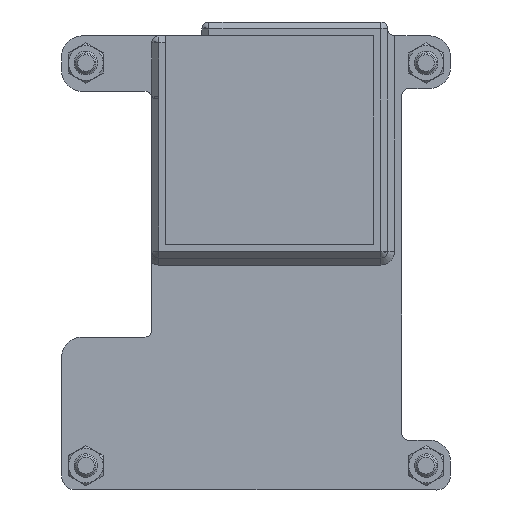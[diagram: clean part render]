
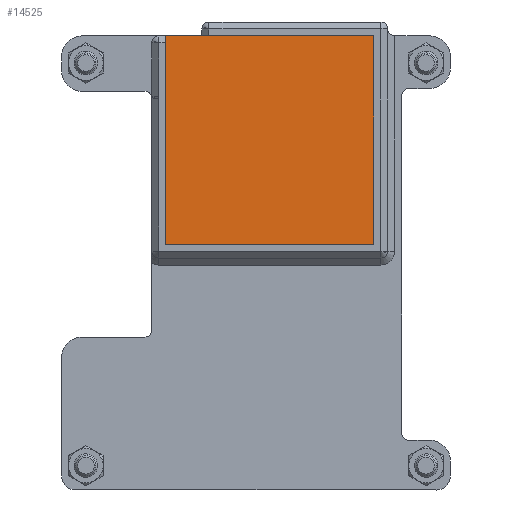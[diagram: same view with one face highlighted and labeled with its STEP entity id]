
A CAD part, front view. The second image highlights one B-rep face of the part: STEP entity #14525.
In plain terms, the highlighted planar face has unit normal (0, -1, 0).
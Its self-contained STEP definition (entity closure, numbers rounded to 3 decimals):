
#142 = CARTESIAN_POINT ( 'NONE',  ( -15., 0., -15. ) ) ;
#262 = PLANE ( 'NONE',  #8509 ) ;
#455 = CARTESIAN_POINT ( 'NONE',  ( -15., 0., 15. ) ) ;
#486 = DIRECTION ( 'NONE',  ( 0., 0., -1. ) ) ;
#716 = LINE ( 'NONE', #3229, #9422 ) ;
#994 = EDGE_LOOP ( 'NONE', ( #14884, #6116, #3705, #3024 ) ) ;
#1231 = CARTESIAN_POINT ( 'NONE',  ( -15., 0., -15. ) ) ;
#1698 = CARTESIAN_POINT ( 'NONE',  ( -15., 0., 15. ) ) ;
#1912 = DIRECTION ( 'NONE',  ( 0., 0., -1. ) ) ;
#2006 = DIRECTION ( 'NONE',  ( 1., 0., 0. ) ) ;
#3024 = ORIENTED_EDGE ( 'NONE', *, *, #13263, .F. ) ;
#3229 = CARTESIAN_POINT ( 'NONE',  ( -15., 0., 15. ) ) ;
#3391 = EDGE_CURVE ( 'NONE', #4531, #11325, #12179, .T. ) ;
#3705 = ORIENTED_EDGE ( 'NONE', *, *, #3391, .F. ) ;
#3957 = VECTOR ( 'NONE', #7410, 1000. ) ;
#4531 = VERTEX_POINT ( 'NONE', #1231 ) ;
#5092 = VECTOR ( 'NONE', #1912, 1000. ) ;
#5140 = LINE ( 'NONE', #10114, #5092 ) ;
#5486 = EDGE_CURVE ( 'NONE', #11325, #12202, #716, .T. ) ;
#5916 = VERTEX_POINT ( 'NONE', #7212 ) ;
#6116 = ORIENTED_EDGE ( 'NONE', *, *, #5486, .F. ) ;
#7212 = CARTESIAN_POINT ( 'NONE',  ( 15., 0., -15. ) ) ;
#7410 = DIRECTION ( 'NONE',  ( 0., 0., 1. ) ) ;
#8509 = AXIS2_PLACEMENT_3D ( 'NONE', #11982, #9681, #486 ) ;
#8964 = VECTOR ( 'NONE', #13018, 1000. ) ;
#9422 = VECTOR ( 'NONE', #2006, 1000. ) ;
#9681 = DIRECTION ( 'NONE',  ( 0., -1., 0. ) ) ;
#10114 = CARTESIAN_POINT ( 'NONE',  ( 15., 0., 15. ) ) ;
#10179 = EDGE_CURVE ( 'NONE', #12202, #5916, #5140, .T. ) ;
#10913 = FACE_OUTER_BOUND ( 'NONE', #994, .T. ) ;
#11325 = VERTEX_POINT ( 'NONE', #1698 ) ;
#11982 = CARTESIAN_POINT ( 'NONE',  ( 0., 0., 0. ) ) ;
#12179 = LINE ( 'NONE', #455, #3957 ) ;
#12202 = VERTEX_POINT ( 'NONE', #13462 ) ;
#13018 = DIRECTION ( 'NONE',  ( -1., 0., 0. ) ) ;
#13263 = EDGE_CURVE ( 'NONE', #5916, #4531, #14163, .T. ) ;
#13462 = CARTESIAN_POINT ( 'NONE',  ( 15., 0., 15. ) ) ;
#14163 = LINE ( 'NONE', #142, #8964 ) ;
#14525 = ADVANCED_FACE ( 'NONE', ( #10913 ), #262, .T. ) ;
#14884 = ORIENTED_EDGE ( 'NONE', *, *, #10179, .F. ) ;
